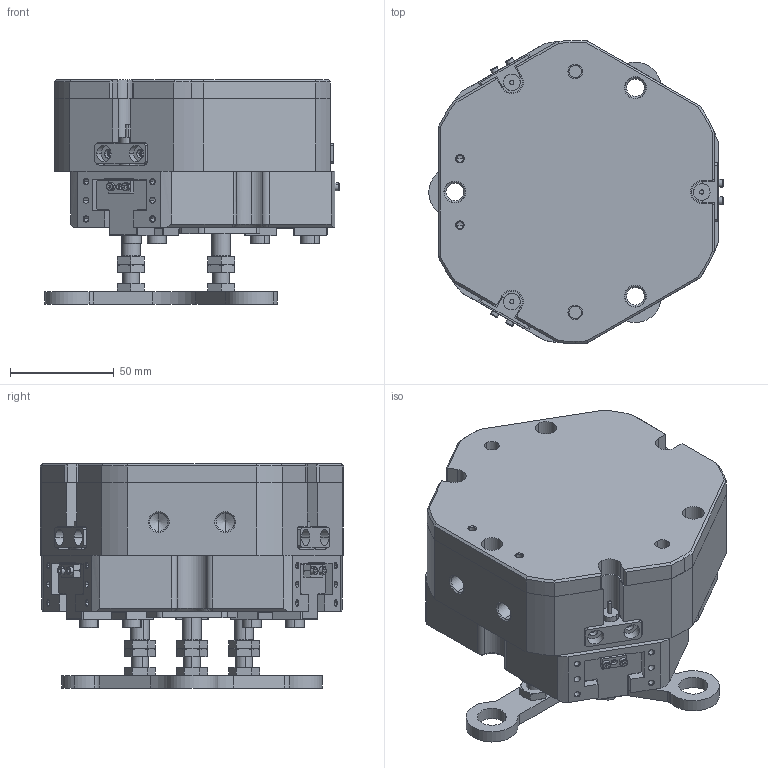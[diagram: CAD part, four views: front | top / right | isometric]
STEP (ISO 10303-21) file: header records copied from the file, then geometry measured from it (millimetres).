
FILE_DESCRIPTION (( 'STEP AP203' ), '1' );
FILE_NAME ('TZ95-146-S-C40.STEP', '2024-12-05T07:34:41', ( 'USER-' ), ( 'Microsoft' ), 'SwSTEP 2.0', 'SolidWorks 2018', '' );
FILE_SCHEMA (( 'CONFIG_CONTROL_DESIGN' ));
Length unit declared in the file: millimetre
Products named in the file (24): TZ95-146杅耀.sldasm-Part-9; TZ95-146杅耀.sldasm-Part-3; TZ95-146杅耀.sldasm-Part-20; TZ95-146杅耀.sldasm-Part-26; TZ95-146杅耀.sldasm-Part-13; TZ95-146杅耀.sldasm-Part-7; 25x12-R3; TZ95-146杅耀.sldasm-Part-1; TZ95-146-S-C40; TZ95-146杅耀.sldasm-Part-23; TZ95-146杅耀.sldasm-Part-22; TZ95-146杅耀.sldasm-Part-14; TZ95-146杅耀.sldasm-Part-15; GB╱T 6174-2016[六角薄螺母 无倒角M8]; 埴翐芛_GB_FASTENER_SCREWS_HSHCS M2X8-N; TZ95-146杅耀.sldasm-Part-24; TZ95-146杅耀.sldasm-Part-16; 揤輸蚾饜极; TZ95-146杅耀.sldasm-Part-6; TZ95-146杅耀.sldasm-Part-19; TZ95-146杅耀.sldasm-Part-10; TZ95-146杅耀.sldasm-Part-11; TZ95-146杅耀.sldasm-Part-2; 揤輸杅耀.sldasm-Part-9
Assembly tree (38 placements, depth 3):
  TZ95-146-S-C40
    TZ95-146杅耀.sldasm-Part-1
    TZ95-146杅耀.sldasm-Part-2  x2
    TZ95-146杅耀.sldasm-Part-3
    TZ95-146杅耀.sldasm-Part-6
    TZ95-146杅耀.sldasm-Part-7
    TZ95-146杅耀.sldasm-Part-9
    TZ95-146杅耀.sldasm-Part-10
    TZ95-146杅耀.sldasm-Part-11
    TZ95-146杅耀.sldasm-Part-13  x2
    TZ95-146杅耀.sldasm-Part-14
    TZ95-146杅耀.sldasm-Part-15
    TZ95-146杅耀.sldasm-Part-16
    TZ95-146杅耀.sldasm-Part-19
    TZ95-146杅耀.sldasm-Part-20
    TZ95-146杅耀.sldasm-Part-22
    TZ95-146杅耀.sldasm-Part-23
    TZ95-146杅耀.sldasm-Part-24
    TZ95-146杅耀.sldasm-Part-26  x3
    GB╱T 6174-2016[六角薄螺母 无倒角M8]  x9
    25x12-R3
    揤輸蚾饜极  x3
      揤輸杅耀.sldasm-Part-9
      埴翐芛_GB_FASTENER_SCREWS_HSHCS M2X8-N
Bounding box: 141.7 x 145.99 x 108 mm (x, y, z)
Volume: 1019769.8 mm3; surface area: 182711 mm2
Topology: 41 solids, 87 shells, 2070 faces, 5054 edges, 3168 vertices
Faces by surface type: plane 950, cylinder 513, cone 440, bspline 155, torus 12
Entity records: 53047 total; most frequent: CARTESIAN_POINT 14250, ORIENTED_EDGE 7382, DIRECTION 7317, EDGE_CURVE 3691, AXIS2_PLACEMENT_3D 2564, VERTEX_POINT 2389, LINE 2189, VECTOR 2189
